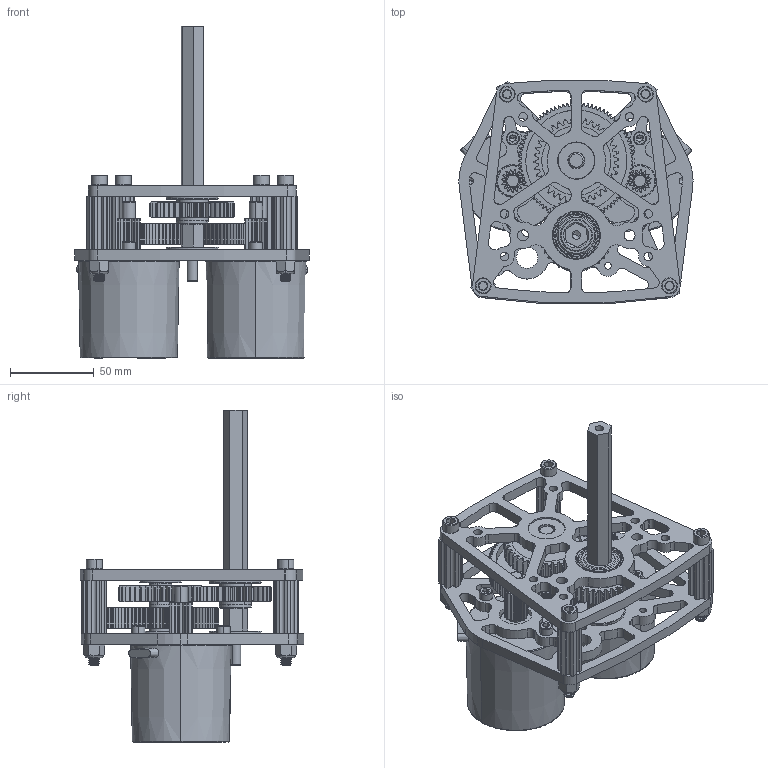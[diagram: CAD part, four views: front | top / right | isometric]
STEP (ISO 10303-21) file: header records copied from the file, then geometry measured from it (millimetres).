
FILE_DESCRIPTION (( 'STEP AP203' ), '1' );
FILE_NAME ('am-3804_047 2 Stage 2 CIM EVO Slim.STEP', '2022-12-12T20:36:17', ( '' ), ( '' ), 'SwSTEP 2.0', 'SolidWorks 2022', '' );
FILE_SCHEMA (( 'CONFIG_CONTROL_DESIGN' ));
Length unit declared in the file: inch
Products named in the file (22): am-3538 38T 20DP 375Hex 375 FW; am-3814 EVO Slim 2 Stage Cluster Shaft; Encoder Magnet; 14-20 Nylock Nut_97135A210; 32T 20DP 500hex 375 FW; .0625 x 500hex Acetal Spacer (am-1364); FR6ZZ Bearing; Evo Shifter 2 Axle Shaft Plate REV2; SHCS 14-20 x 2.25 - Mcm 90128A254_90128A254; am-3526a EVO Shifter 2 Axle 2 Motor Motor Plate; am-2986 FR8ZZ Hex Bearing; 15T 32DP 8mm Bore Gear; am-3804_047 2 Stage 2 CIM EVO Slim; 10-32x0625_shcs2_HX-SHCS 0.19-32x1.375x1-C; REV-21-1650; FR6ZZ-L Bearing; 2 Stage Churro Spacer; 85T 32DP 375 Hex Bore Gear; retaining Ring 0500 - Mcm 98410A122_98410A122; AM14U3 Output Shaft V2; 2 Stage AM14U3 Output Shaft V2 with Magnet; am-4258_15T NEO with 15T 32DP Pinion for EVO Gearboxes
Assembly tree (35 placements, depth 3):
  am-3804_047 2 Stage 2 CIM EVO Slim
    am-3526a EVO Shifter 2 Axle 2 Motor Motor Plate
    am-4258_15T NEO with 15T 32DP Pinion for EVO Gearboxes  x2
      REV-21-1650
      15T 32DP 8mm Bore Gear
    FR6ZZ Bearing  x2
    10-32x0625_shcs2_HX-SHCS 0.19-32x1.375x1-C  x4
    am-3814 EVO Slim 2 Stage Cluster Shaft
    85T 32DP 375 Hex Bore Gear
    am-3538 38T 20DP 375Hex 375 FW
    Evo Shifter 2 Axle Shaft Plate REV2
    2 Stage AM14U3 Output Shaft V2 with Magnet
      AM14U3 Output Shaft V2
      Encoder Magnet
    FR6ZZ-L Bearing
    am-2986 FR8ZZ Hex Bearing
    .0625 x 500hex Acetal Spacer (am-1364)
    retaining Ring 0500 - Mcm 98410A122_98410A122
    32T 20DP 500hex 375 FW
    SHCS 14-20 x 2.25 - Mcm 90128A254_90128A254  x4
    2 Stage Churro Spacer  x4
    14-20 Nylock Nut_97135A210  x4
Bounding box: 139.64 x 133.35 x 197.95 mm (x, y, z)
Volume: 508936.6 mm3; surface area: 164862.3 mm2
Topology: 38 solids, 38 shells, 2857 faces, 7712 edges, 4975 vertices
Faces by surface type: cylinder 1712, cone 648, plane 427, bspline 36, torus 34
Entity records: 73015 total; most frequent: CARTESIAN_POINT 18630, DIRECTION 11342, ORIENTED_EDGE 11012, EDGE_CURVE 5506, AXIS2_PLACEMENT_3D 4781, VERTEX_POINT 3615, CIRCLE 2787, EDGE_LOOP 2151
